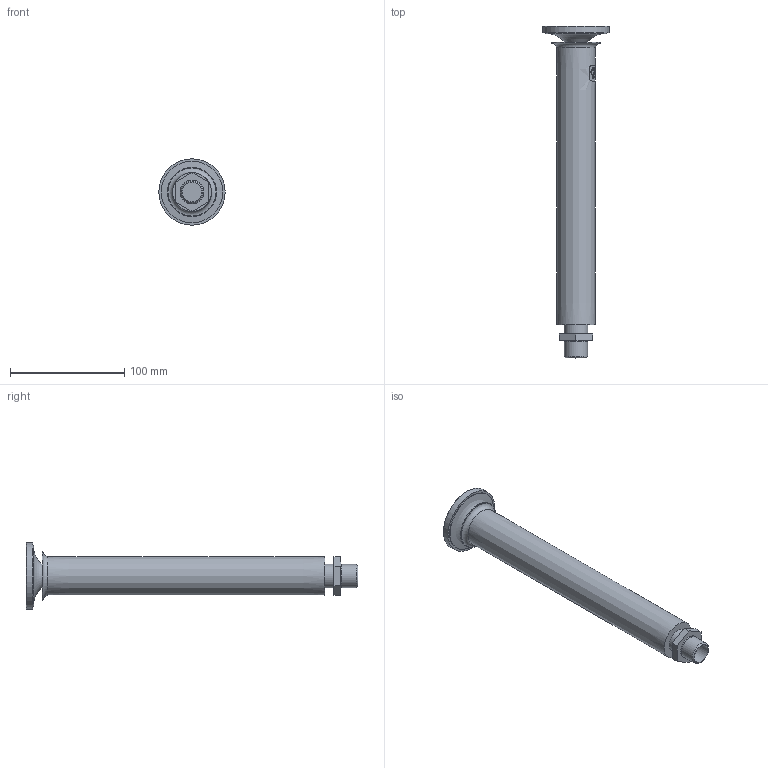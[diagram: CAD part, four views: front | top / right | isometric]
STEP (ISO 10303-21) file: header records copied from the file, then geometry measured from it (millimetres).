
FILE_DESCRIPTION(/* description */ (''),/* implementation_level */ '2;1');
FILE_NAME(/* name */ '50884_Lava25-5E_überprüft.stp',/* time_stamp */ '2014-09-12T09:50:53+02:00',/* author */ ('guzb562'),/* organization */ (''),/* preprocessor_version */ 'ST-DEVELOPER v15.2',/* originating_system */ 'Autodesk Inventor 2014',/* authorisation */ '');
FILE_SCHEMA (('AUTOMOTIVE_DESIGN { 1 0 10303 214 3 1 1 }'));
Length unit declared in the file: millimetre
Products named in the file (1): 50884_Lava25-5E
Bounding box: 58 x 290 x 58 mm (x, y, z)
Volume: 255487.3 mm3; surface area: 38645 mm2
Topology: 1 solids, 1 shells, 233 faces, 603 edges, 401 vertices
Faces by surface type: plane 117, bspline 78, cone 25, cylinder 11, torus 2
Full cylindrical faces by diameter (mm): 16.924 x1, 20.175 x1, 20.9 x2, 42.9 x1, 53.9 x1, 58 x1
Entity records: 10448 total; most frequent: CARTESIAN_POINT 4949, ORIENTED_EDGE 1174, DIRECTION 907, EDGE_CURVE 587, VERTEX_POINT 398, AXIS2_PLACEMENT_3D 328, EDGE_LOOP 275, LINE 251
